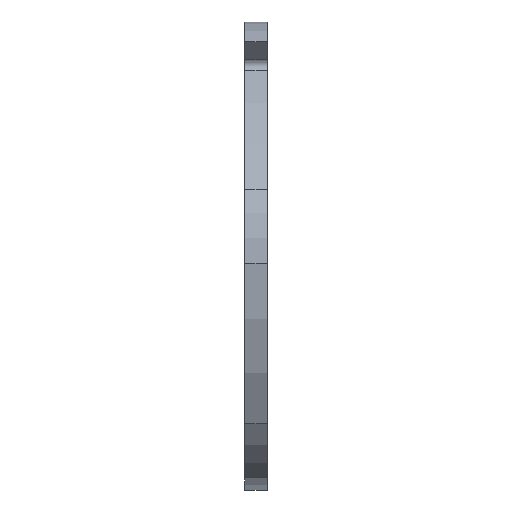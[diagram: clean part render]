
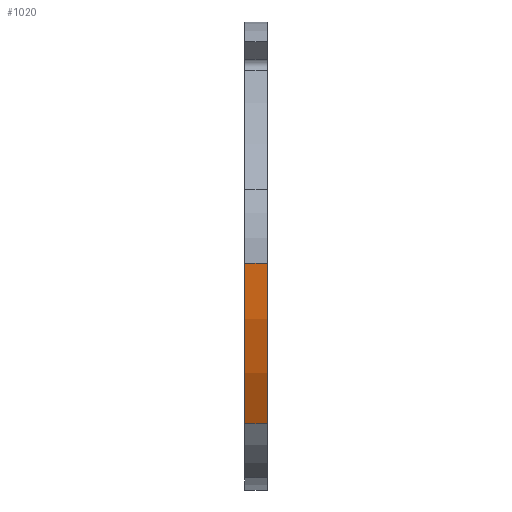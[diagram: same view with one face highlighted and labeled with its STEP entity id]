
A CAD part, front view. The second image highlights one B-rep face of the part: STEP entity #1020.
In plain terms, the highlighted cylindrical face has radius 90 mm (diameter 180 mm), a partial arc.
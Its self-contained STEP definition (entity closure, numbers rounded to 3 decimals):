
#52 = ORIENTED_EDGE ( 'NONE', *, *, #1816, .T. ) ;
#70 = DIRECTION ( 'NONE',  ( -1., 0., 0. ) ) ;
#195 = CARTESIAN_POINT ( 'NONE',  ( -3., 31., -0.125 ) ) ;
#283 = AXIS2_PLACEMENT_3D ( 'NONE', #2374, #661, #1247 ) ;
#289 = EDGE_CURVE ( 'NONE', #716, #551, #2421, .T. ) ;
#388 = CARTESIAN_POINT ( 'NONE',  ( 3., 31., -0.125 ) ) ;
#488 = EDGE_CURVE ( 'NONE', #2413, #551, #1343, .T. ) ;
#509 = VECTOR ( 'NONE', #70, 1000. ) ;
#551 = VERTEX_POINT ( 'NONE', #1117 ) ;
#661 = DIRECTION ( 'NONE',  ( 1., 0., 0. ) ) ;
#716 = VERTEX_POINT ( 'NONE', #2241 ) ;
#755 = CARTESIAN_POINT ( 'NONE',  ( 3., -58.983, -1.897 ) ) ;
#851 = ORIENTED_EDGE ( 'NONE', *, *, #1545, .T. ) ;
#919 = EDGE_LOOP ( 'NONE', ( #1330, #851, #52, #2264 ) ) ;
#922 = DIRECTION ( 'NONE',  ( 0., 0.866, -0.5 ) ) ;
#1020 = ADVANCED_FACE ( 'NONE', ( #1129 ), #1466, .T. ) ;
#1079 = AXIS2_PLACEMENT_3D ( 'NONE', #388, #1514, #2103 ) ;
#1117 = CARTESIAN_POINT ( 'NONE',  ( 3., -46.848, -45.288 ) ) ;
#1129 = FACE_OUTER_BOUND ( 'NONE', #919, .T. ) ;
#1247 = DIRECTION ( 'NONE',  ( 0., 0., -1. ) ) ;
#1284 = VECTOR ( 'NONE', #1773, 1000. ) ;
#1330 = ORIENTED_EDGE ( 'NONE', *, *, #488, .F. ) ;
#1343 = CIRCLE ( 'NONE', #1079, 90. ) ;
#1466 = CYLINDRICAL_SURFACE ( 'NONE', #283, 90. ) ;
#1514 = DIRECTION ( 'NONE',  ( 1., 0., 0. ) ) ;
#1545 = EDGE_CURVE ( 'NONE', #2413, #2300, #2281, .T. ) ;
#1773 = DIRECTION ( 'NONE',  ( 1., 0., 0. ) ) ;
#1775 = AXIS2_PLACEMENT_3D ( 'NONE', #195, #2475, #922 ) ;
#1816 = EDGE_CURVE ( 'NONE', #2300, #716, #1912, .T. ) ;
#1912 = CIRCLE ( 'NONE', #1775, 90. ) ;
#2103 = DIRECTION ( 'NONE',  ( 0., 0.866, -0.5 ) ) ;
#2136 = CARTESIAN_POINT ( 'NONE',  ( 0., -58.983, -1.897 ) ) ;
#2169 = CARTESIAN_POINT ( 'NONE',  ( -3., -46.848, -45.288 ) ) ;
#2180 = CARTESIAN_POINT ( 'NONE',  ( -3., -58.983, -1.897 ) ) ;
#2241 = CARTESIAN_POINT ( 'NONE',  ( -3., -46.848, -45.288 ) ) ;
#2264 = ORIENTED_EDGE ( 'NONE', *, *, #289, .T. ) ;
#2281 = LINE ( 'NONE', #2136, #509 ) ;
#2300 = VERTEX_POINT ( 'NONE', #2180 ) ;
#2374 = CARTESIAN_POINT ( 'NONE',  ( -3., 31., -0.125 ) ) ;
#2413 = VERTEX_POINT ( 'NONE', #755 ) ;
#2421 = LINE ( 'NONE', #2169, #1284 ) ;
#2475 = DIRECTION ( 'NONE',  ( 1., 0., 0. ) ) ;
